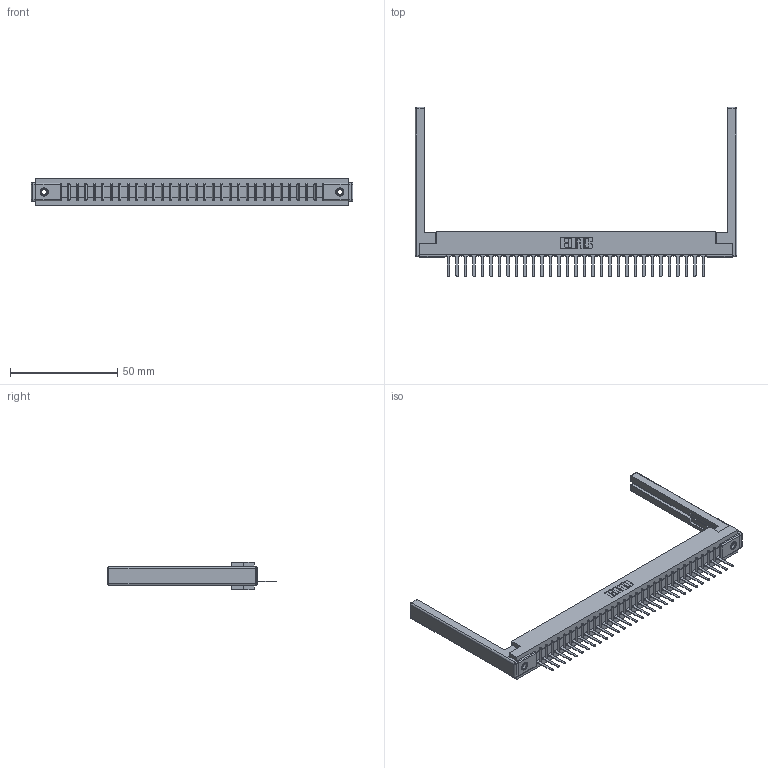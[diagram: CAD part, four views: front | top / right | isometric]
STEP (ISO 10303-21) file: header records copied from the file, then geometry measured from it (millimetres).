
FILE_DESCRIPTION (( 'STEP AP203' ), '1' );
FILE_NAME ('307-031-527-168.STEP', '2019-09-04T00:32:44', ( '' ), ( '' ), 'SwSTEP 2.0', 'SolidWorks 2016', '' );
FILE_SCHEMA (( 'CONFIG_CONTROL_DESIGN' ));
Length unit declared in the file: inch
Products named in the file (5): 345-250-001_345-250-001-102; 307-290-001_527; 307-031-527-168; 307-220-068; 307 Part_.156 Dia Mounting Holes
Assembly tree (36 placements, depth 2):
  307-031-527-168
    307 Part_.156 Dia Mounting Holes
    307-290-001_527  x31
    307-220-068  x2
    345-250-001_345-250-001-102  x2
Bounding box: 150.27 x 79.07 x 12.7 mm (x, y, z)
Volume: 19948.5 mm3; surface area: 20520.6 mm2
Topology: 36 solids, 36 shells, 2040 faces, 5735 edges, 3674 vertices
Faces by surface type: plane 1305, cylinder 647, sphere 72, cone 12, torus 4
Entity records: 30659 total; most frequent: CARTESIAN_POINT 5125, ORIENTED_EDGE 5100, DIRECTION 5008, EDGE_CURVE 2550, LINE 1950, VECTOR 1950, VERTEX_POINT 1646, AXIS2_PLACEMENT_3D 1529
